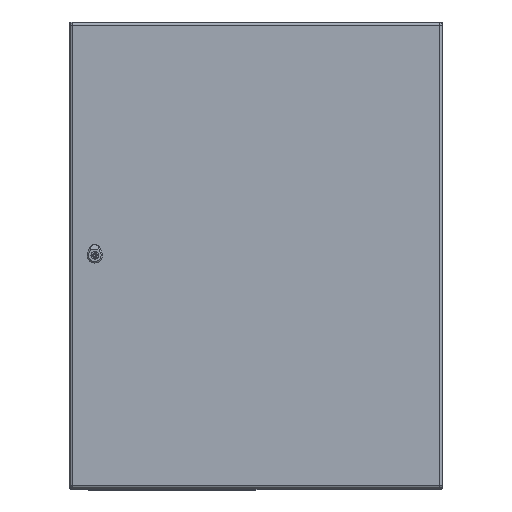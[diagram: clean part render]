
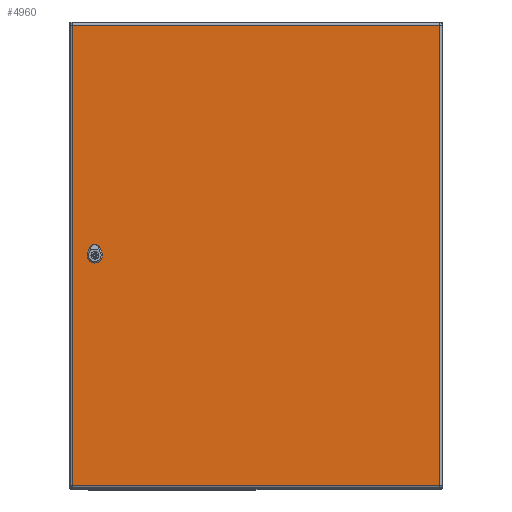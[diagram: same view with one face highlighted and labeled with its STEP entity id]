
A CAD part, top view. The second image highlights one B-rep face of the part: STEP entity #4960.
In plain terms, the highlighted face is planar.
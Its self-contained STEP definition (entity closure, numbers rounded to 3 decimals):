
#2980=FACE_BOUND('',#7269,.T.);
#2981=FACE_BOUND('',#7270,.T.);
#4158=CIRCLE('',#19365,11.25);
#4159=CIRCLE('',#19366,11.25);
#4160=CIRCLE('',#19367,11.25);
#4161=CIRCLE('',#19368,11.25);
#4162=CIRCLE('',#19369,0.4);
#4163=CIRCLE('',#19370,0.4);
#4164=CIRCLE('',#19371,0.4);
#4165=CIRCLE('',#19372,0.4);
#4960=ADVANCED_FACE('',(#2980,#2981),#5600,.F.);
#5600=PLANE('',#19373);
#7269=EDGE_LOOP('',(#10025,#10026,#10027,#10028,#10029,#10030,#10031,#10032));
#7270=EDGE_LOOP('',(#10033,#10034,#10035,#10036,#10037,#10038,#10039,#10040));
#10025=ORIENTED_EDGE('',*,*,#15161,.T.);
#10026=ORIENTED_EDGE('',*,*,#15162,.T.);
#10027=ORIENTED_EDGE('',*,*,#15163,.T.);
#10028=ORIENTED_EDGE('',*,*,#15164,.T.);
#10029=ORIENTED_EDGE('',*,*,#15165,.T.);
#10030=ORIENTED_EDGE('',*,*,#15166,.T.);
#10031=ORIENTED_EDGE('',*,*,#15167,.T.);
#10032=ORIENTED_EDGE('',*,*,#15168,.T.);
#10033=ORIENTED_EDGE('',*,*,#15169,.F.);
#10034=ORIENTED_EDGE('',*,*,#15170,.F.);
#10035=ORIENTED_EDGE('',*,*,#15171,.F.);
#10036=ORIENTED_EDGE('',*,*,#15172,.F.);
#10037=ORIENTED_EDGE('',*,*,#15173,.F.);
#10038=ORIENTED_EDGE('',*,*,#15174,.F.);
#10039=ORIENTED_EDGE('',*,*,#15175,.F.);
#10040=ORIENTED_EDGE('',*,*,#15176,.F.);
#13297=VERTEX_POINT('',#27673);
#13298=VERTEX_POINT('',#27674);
#13299=VERTEX_POINT('',#27676);
#13300=VERTEX_POINT('',#27678);
#13301=VERTEX_POINT('',#27680);
#13302=VERTEX_POINT('',#27682);
#13303=VERTEX_POINT('',#27684);
#13304=VERTEX_POINT('',#27686);
#13305=VERTEX_POINT('',#27689);
#13306=VERTEX_POINT('',#27690);
#13307=VERTEX_POINT('',#27692);
#13308=VERTEX_POINT('',#27694);
#13309=VERTEX_POINT('',#27696);
#13310=VERTEX_POINT('',#27698);
#13311=VERTEX_POINT('',#27700);
#13312=VERTEX_POINT('',#27702);
#15161=EDGE_CURVE('',#13297,#13298,#16851,.T.);
#15162=EDGE_CURVE('',#13298,#13299,#4158,.T.);
#15163=EDGE_CURVE('',#13299,#13300,#16852,.T.);
#15164=EDGE_CURVE('',#13300,#13301,#4159,.T.);
#15165=EDGE_CURVE('',#13301,#13302,#16853,.T.);
#15166=EDGE_CURVE('',#13302,#13303,#4160,.T.);
#15167=EDGE_CURVE('',#13303,#13304,#16854,.T.);
#15168=EDGE_CURVE('',#13304,#13297,#4161,.T.);
#15169=EDGE_CURVE('',#13305,#13306,#4162,.T.);
#15170=EDGE_CURVE('',#13307,#13305,#16855,.T.);
#15171=EDGE_CURVE('',#13308,#13307,#4163,.T.);
#15172=EDGE_CURVE('',#13309,#13308,#16856,.T.);
#15173=EDGE_CURVE('',#13310,#13309,#4164,.T.);
#15174=EDGE_CURVE('',#13311,#13310,#16857,.T.);
#15175=EDGE_CURVE('',#13312,#13311,#4165,.T.);
#15176=EDGE_CURVE('',#13306,#13312,#16858,.T.);
#16851=LINE('',#27672,#17917);
#16852=LINE('',#27677,#17918);
#16853=LINE('',#27681,#17919);
#16854=LINE('',#27685,#17920);
#16855=LINE('',#27691,#17921);
#16856=LINE('',#27695,#17922);
#16857=LINE('',#27699,#17923);
#16858=LINE('',#27703,#17924);
#17917=VECTOR('',#22756,1.);
#17918=VECTOR('',#22759,1.);
#17919=VECTOR('',#22762,1.);
#17920=VECTOR('',#22765,1.);
#17921=VECTOR('',#22770,1.);
#17922=VECTOR('',#22773,1.);
#17923=VECTOR('',#22776,1.);
#17924=VECTOR('',#22779,1.);
#19365=AXIS2_PLACEMENT_3D('',#27675,#22757,#22758);
#19366=AXIS2_PLACEMENT_3D('',#27679,#22760,#22761);
#19367=AXIS2_PLACEMENT_3D('',#27683,#22763,#22764);
#19368=AXIS2_PLACEMENT_3D('',#27687,#22766,#22767);
#19369=AXIS2_PLACEMENT_3D('',#27688,#22768,#22769);
#19370=AXIS2_PLACEMENT_3D('',#27693,#22771,#22772);
#19371=AXIS2_PLACEMENT_3D('',#27697,#22774,#22775);
#19372=AXIS2_PLACEMENT_3D('',#27701,#22777,#22778);
#19373=AXIS2_PLACEMENT_3D('',#27704,#22780,#22781);
#22756=DIRECTION('',(-1.,0.,0.));
#22757=DIRECTION('',(0.,0.,1.));
#22758=DIRECTION('',(1.,0.,0.));
#22759=DIRECTION('',(0.,-1.,0.));
#22760=DIRECTION('',(0.,0.,1.));
#22761=DIRECTION('',(1.,0.,0.));
#22762=DIRECTION('',(1.,0.,0.));
#22763=DIRECTION('',(0.,0.,1.));
#22764=DIRECTION('',(1.,0.,0.));
#22765=DIRECTION('',(0.,1.,0.));
#22766=DIRECTION('',(0.,0.,1.));
#22767=DIRECTION('',(1.,0.,0.));
#22768=DIRECTION('',(0.,0.,1.));
#22769=DIRECTION('',(1.,0.,0.));
#22770=DIRECTION('',(0.,-1.,0.));
#22771=DIRECTION('',(0.,0.,1.));
#22772=DIRECTION('',(1.,0.,0.));
#22773=DIRECTION('',(-1.,0.,0.));
#22774=DIRECTION('',(0.,0.,1.));
#22775=DIRECTION('',(1.,0.,0.));
#22776=DIRECTION('',(0.,1.,0.));
#22777=DIRECTION('',(0.,0.,1.));
#22778=DIRECTION('',(1.,0.,0.));
#22779=DIRECTION('',(1.,0.,0.));
#22780=DIRECTION('',(0.,0.,1.));
#22781=DIRECTION('',(1.,0.,0.));
#27672=CARTESIAN_POINT('',(-393.35,10.2,0.));
#27673=CARTESIAN_POINT('',(350.596,10.2,0.));
#27674=CARTESIAN_POINT('',(341.104,10.2,0.));
#27675=CARTESIAN_POINT('',(345.85,0.,0.));
#27676=CARTESIAN_POINT('',(335.65,4.746,0.));
#27677=CARTESIAN_POINT('',(335.65,493.,0.));
#27678=CARTESIAN_POINT('',(335.65,-4.746,0.));
#27679=CARTESIAN_POINT('',(345.85,0.,0.));
#27680=CARTESIAN_POINT('',(341.104,-10.2,0.));
#27681=CARTESIAN_POINT('',(-393.35,-10.2,0.));
#27682=CARTESIAN_POINT('',(350.596,-10.2,0.));
#27683=CARTESIAN_POINT('',(345.85,0.,0.));
#27684=CARTESIAN_POINT('',(356.05,-4.746,0.));
#27685=CARTESIAN_POINT('',(356.05,493.,0.));
#27686=CARTESIAN_POINT('',(356.05,4.746,0.));
#27687=CARTESIAN_POINT('',(345.85,0.,0.));
#27688=CARTESIAN_POINT('',(-393.35,-493.,0.));
#27689=CARTESIAN_POINT('',(-393.75,-493.,0.));
#27690=CARTESIAN_POINT('',(-393.35,-493.4,0.));
#27691=CARTESIAN_POINT('',(-393.75,493.,0.));
#27692=CARTESIAN_POINT('',(-393.75,493.,0.));
#27693=CARTESIAN_POINT('',(-393.35,493.,0.));
#27694=CARTESIAN_POINT('',(-393.35,493.4,0.));
#27695=CARTESIAN_POINT('',(393.35,493.4,0.));
#27696=CARTESIAN_POINT('',(393.35,493.4,0.));
#27697=CARTESIAN_POINT('',(393.35,493.,0.));
#27698=CARTESIAN_POINT('',(393.75,493.,0.));
#27699=CARTESIAN_POINT('',(393.75,-493.,0.));
#27700=CARTESIAN_POINT('',(393.75,-493.,0.));
#27701=CARTESIAN_POINT('',(393.35,-493.,0.));
#27702=CARTESIAN_POINT('',(393.35,-493.4,0.));
#27703=CARTESIAN_POINT('',(-393.35,-493.4,0.));
#27704=CARTESIAN_POINT('',(-393.35,493.,0.));
